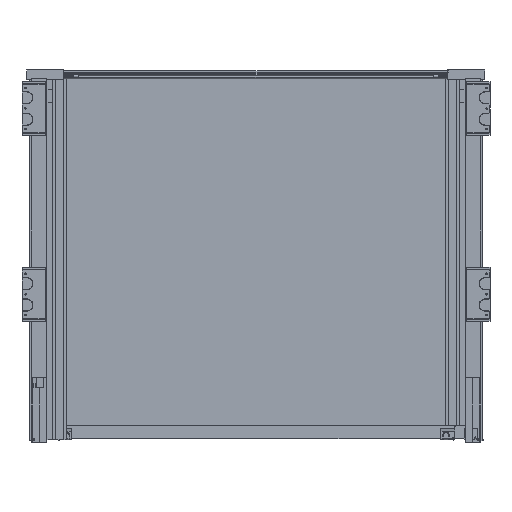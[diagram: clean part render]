
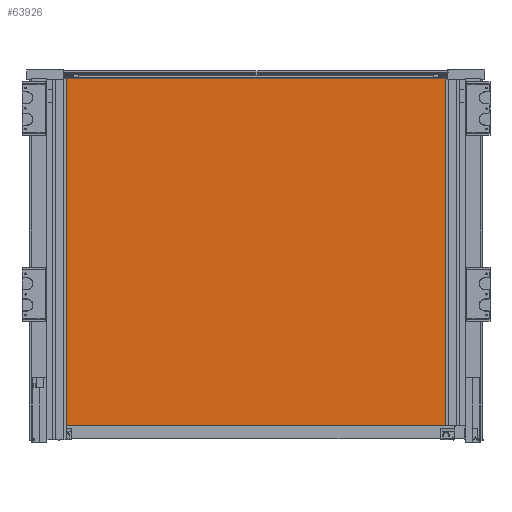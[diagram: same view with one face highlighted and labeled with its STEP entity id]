
A CAD part, front view. The second image highlights one B-rep face of the part: STEP entity #63926.
In plain terms, the highlighted planar face has unit normal (0, -1, 0).
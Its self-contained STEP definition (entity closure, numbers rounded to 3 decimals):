
#3967=FACE_OUTER_BOUND('',#7320,.T.);
#7320=EDGE_LOOP('',(#39809,#39810,#39811,#39812));
#10916=LINE('',#87403,#17677);
#10920=LINE('',#87411,#17681);
#10923=LINE('',#87417,#17684);
#10926=LINE('',#87422,#17687);
#17677=VECTOR('',#71809,1000.);
#17681=VECTOR('',#71815,1000.);
#17684=VECTOR('',#71820,1000.);
#17687=VECTOR('',#71825,1000.);
#24438=VERTEX_POINT('',#87401);
#24439=VERTEX_POINT('',#87402);
#24442=VERTEX_POINT('',#87410);
#24444=VERTEX_POINT('',#87416);
#30531=EDGE_CURVE('',#24438,#24439,#10916,.T.);
#30535=EDGE_CURVE('',#24439,#24442,#10920,.T.);
#30538=EDGE_CURVE('',#24442,#24444,#10923,.T.);
#30541=EDGE_CURVE('',#24444,#24438,#10926,.T.);
#39809=ORIENTED_EDGE('',*,*,#30531,.F.);
#39810=ORIENTED_EDGE('',*,*,#30541,.F.);
#39811=ORIENTED_EDGE('',*,*,#30538,.F.);
#39812=ORIENTED_EDGE('',*,*,#30535,.F.);
#58310=PLANE('',#67393);
#63926=ADVANCED_FACE('',(#3967),#58310,.T.);
#67393=AXIS2_PLACEMENT_3D('',#87425,#71829,#71830);
#71809=DIRECTION('',(0.,0.,-1.));
#71815=DIRECTION('',(-1.,0.,0.));
#71820=DIRECTION('',(0.,0.,1.));
#71825=DIRECTION('',(1.,0.,0.));
#71829=DIRECTION('center_axis',(0.,-1.,0.));
#71830=DIRECTION('ref_axis',(0.,0.,
-1.));
#87401=CARTESIAN_POINT('',(1240.977,1298.439,152.6));
#87402=CARTESIAN_POINT('',(1240.977,1298.439,-273.4));
#87403=CARTESIAN_POINT('',(1240.977,1298.439,152.6));
#87410=CARTESIAN_POINT('',(751.977,1298.439,-273.4));
#87411=CARTESIAN_POINT('',(751.977,1298.439,-273.4));
#87416=CARTESIAN_POINT('',(751.977,1298.439,152.6));
#87417=CARTESIAN_POINT('',(751.977,1298.439,152.6));
#87422=CARTESIAN_POINT('',(751.977,1298.439,152.6));
#87425=CARTESIAN_POINT('Origin',(996.477,1298.439,-60.4));
